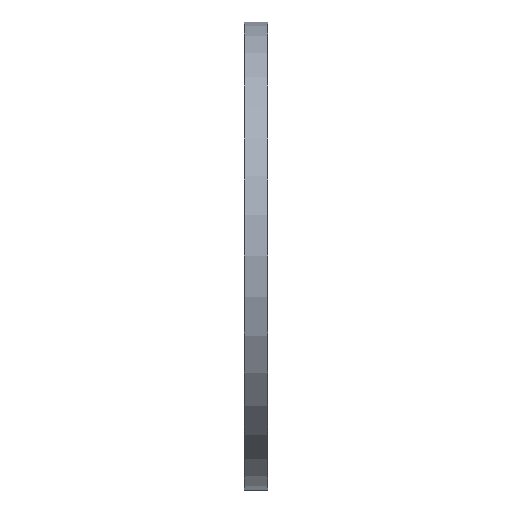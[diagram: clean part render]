
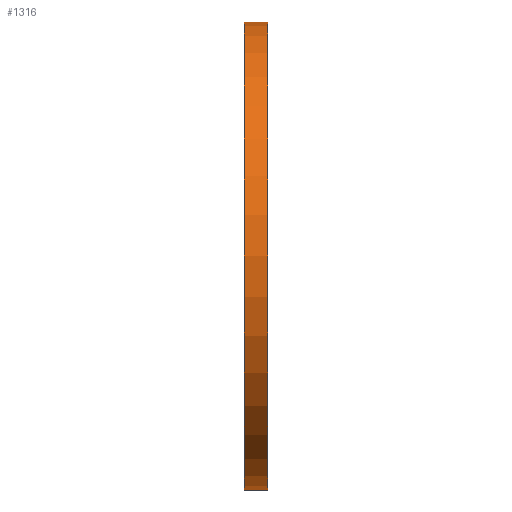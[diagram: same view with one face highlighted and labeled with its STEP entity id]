
A CAD part, left-side view. The second image highlights one B-rep face of the part: STEP entity #1316.
In plain terms, the highlighted cylindrical face has radius 60 mm (diameter 120 mm), a partial arc.
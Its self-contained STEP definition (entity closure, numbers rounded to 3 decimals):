
#218 = ORIENTED_EDGE ( 'NONE', *, *, #4899, .T. ) ;
#793 = CYLINDRICAL_SURFACE ( 'NONE', #11498, 60. ) ;
#938 = CARTESIAN_POINT ( 'NONE',  ( 0., 6., -60. ) ) ;
#1054 = CIRCLE ( 'NONE', #10055, 60. ) ;
#1316 = ADVANCED_FACE ( 'NONE', ( #2192 ), #793, .T. ) ;
#1808 = CARTESIAN_POINT ( 'NONE',  ( 0., 0., -60. ) ) ;
#2006 = CARTESIAN_POINT ( 'NONE',  ( 0., 6., 60. ) ) ;
#2053 = DIRECTION ( 'NONE',  ( 0., -1., 0. ) ) ;
#2176 = VERTEX_POINT ( 'NONE', #938 ) ;
#2192 = FACE_OUTER_BOUND ( 'NONE', #4090, .T. ) ;
#3394 = CARTESIAN_POINT ( 'NONE',  ( 0., 6., 0. ) ) ;
#3472 = DIRECTION ( 'NONE',  ( 0., -1., 0. ) ) ;
#4090 = EDGE_LOOP ( 'NONE', ( #11015, #4336, #8493, #218 ) ) ;
#4336 = ORIENTED_EDGE ( 'NONE', *, *, #10187, .F. ) ;
#4526 = CARTESIAN_POINT ( 'NONE',  ( 0., 0., 0. ) ) ;
#4545 = CARTESIAN_POINT ( 'NONE',  ( 0., 6., 0. ) ) ;
#4667 = CARTESIAN_POINT ( 'NONE',  ( 0., 0., 60. ) ) ;
#4899 = EDGE_CURVE ( 'NONE', #6803, #12467, #1054, .T. ) ;
#5469 = CIRCLE ( 'NONE', #9572, 60. ) ;
#5702 = DIRECTION ( 'NONE',  ( 0., 0., 1. ) ) ;
#6318 = DIRECTION ( 'NONE',  ( 0., 0., 1. ) ) ;
#6374 = VECTOR ( 'NONE', #2053, 1000. ) ;
#6803 = VERTEX_POINT ( 'NONE', #1808 ) ;
#7199 = CARTESIAN_POINT ( 'NONE',  ( 0., 6., -60. ) ) ;
#7925 = VECTOR ( 'NONE', #10050, 1000. ) ;
#8071 = LINE ( 'NONE', #7199, #7925 ) ;
#8493 = ORIENTED_EDGE ( 'NONE', *, *, #10110, .T. ) ;
#9572 = AXIS2_PLACEMENT_3D ( 'NONE', #4545, #9647, #5702 ) ;
#9647 = DIRECTION ( 'NONE',  ( 0., 1., 0. ) ) ;
#10050 = DIRECTION ( 'NONE',  ( 0., -1., 0. ) ) ;
#10055 = AXIS2_PLACEMENT_3D ( 'NONE', #4526, #12232, #6318 ) ;
#10110 = EDGE_CURVE ( 'NONE', #2176, #6803, #8071, .T. ) ;
#10187 = EDGE_CURVE ( 'NONE', #2176, #10333, #5469, .T. ) ;
#10333 = VERTEX_POINT ( 'NONE', #10876 ) ;
#10417 = DIRECTION ( 'NONE',  ( 0., 0., -1. ) ) ;
#10844 = EDGE_CURVE ( 'NONE', #10333, #12467, #11280, .T. ) ;
#10876 = CARTESIAN_POINT ( 'NONE',  ( 0., 6., 60. ) ) ;
#11015 = ORIENTED_EDGE ( 'NONE', *, *, #10844, .F. ) ;
#11280 = LINE ( 'NONE', #2006, #6374 ) ;
#11498 = AXIS2_PLACEMENT_3D ( 'NONE', #3394, #3472, #10417 ) ;
#12232 = DIRECTION ( 'NONE',  ( 0., 1., 0. ) ) ;
#12467 = VERTEX_POINT ( 'NONE', #4667 ) ;
